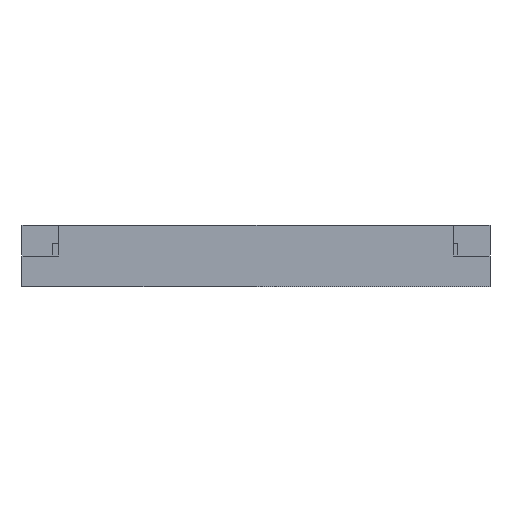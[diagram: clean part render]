
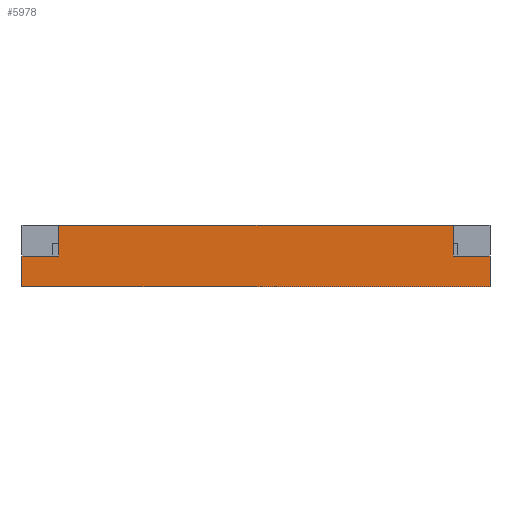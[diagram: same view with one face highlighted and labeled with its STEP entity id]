
A CAD part, front view. The second image highlights one B-rep face of the part: STEP entity #5978.
In plain terms, the highlighted planar face has unit normal (0, -1, 0).
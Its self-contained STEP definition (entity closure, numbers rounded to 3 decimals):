
#62 = EDGE_CURVE ( 'NONE', #10546, #3714, #4531, .T. ) ;
#104 = DIRECTION ( 'NONE',  ( 1., 0., 0. ) ) ;
#294 = VERTEX_POINT ( 'NONE', #5229 ) ;
#366 = DIRECTION ( 'NONE',  ( 1., 0., 0. ) ) ;
#406 = VECTOR ( 'NONE', #4459, 1000. ) ;
#416 = EDGE_CURVE ( 'NONE', #9732, #2603, #1119, .T. ) ;
#642 = CARTESIAN_POINT ( 'NONE',  ( 97.75, -110.5, 5. ) ) ;
#974 = VERTEX_POINT ( 'NONE', #2445 ) ;
#1045 = LINE ( 'NONE', #7677, #3805 ) ;
#1119 = LINE ( 'NONE', #3693, #406 ) ;
#1201 = LINE ( 'NONE', #9695, #5864 ) ;
#1539 = ORIENTED_EDGE ( 'NONE', *, *, #10199, .F. ) ;
#1634 = FACE_OUTER_BOUND ( 'NONE', #3357, .T. ) ;
#1692 = CARTESIAN_POINT ( 'NONE',  ( 33.5, -110.5, 5. ) ) ;
#1907 = VERTEX_POINT ( 'NONE', #8624 ) ;
#2191 = DIRECTION ( 'NONE',  ( 0., 0., -1. ) ) ;
#2445 = CARTESIAN_POINT ( 'NONE',  ( 103.75, -110.5, 0. ) ) ;
#2461 = CARTESIAN_POINT ( 'NONE',  ( 27.5, -110.5, 7. ) ) ;
#2603 = VERTEX_POINT ( 'NONE', #8420 ) ;
#2608 = CARTESIAN_POINT ( 'NONE',  ( 27.5, -110.5, 5. ) ) ;
#2624 = CARTESIAN_POINT ( 'NONE',  ( 33.5, -110.5, 10. ) ) ;
#3036 = DIRECTION ( 'NONE',  ( 0., 0., -1. ) ) ;
#3088 = CARTESIAN_POINT ( 'NONE',  ( 103.75, -110.5, 7. ) ) ;
#3357 = EDGE_LOOP ( 'NONE', ( #4660, #8403, #1539, #9087, #4982, #8741, #6159, #5703 ) ) ;
#3382 = VECTOR ( 'NONE', #366, 1000. ) ;
#3457 = VECTOR ( 'NONE', #6099, 1000. ) ;
#3693 = CARTESIAN_POINT ( 'NONE',  ( 103.75, -110.5, 5. ) ) ;
#3714 = VERTEX_POINT ( 'NONE', #4830 ) ;
#3805 = VECTOR ( 'NONE', #104, 1000. ) ;
#4014 = EDGE_CURVE ( 'NONE', #9600, #294, #1201, .T. ) ;
#4159 = LINE ( 'NONE', #1692, #6589 ) ;
#4211 = DIRECTION ( 'NONE',  ( 0., 1., 0. ) ) ;
#4344 = EDGE_CURVE ( 'NONE', #9732, #3714, #4799, .T. ) ;
#4369 = CARTESIAN_POINT ( 'NONE',  ( 27.5, -110.5, 10. ) ) ;
#4459 = DIRECTION ( 'NONE',  ( 1., 0., 0. ) ) ;
#4531 = LINE ( 'NONE', #4369, #3382 ) ;
#4660 = ORIENTED_EDGE ( 'NONE', *, *, #62, .F. ) ;
#4799 = LINE ( 'NONE', #642, #10779 ) ;
#4830 = CARTESIAN_POINT ( 'NONE',  ( 97.75, -110.5, 10. ) ) ;
#4982 = ORIENTED_EDGE ( 'NONE', *, *, #10816, .T. ) ;
#5036 = DIRECTION ( 'NONE',  ( 0., 0., 1. ) ) ;
#5229 = CARTESIAN_POINT ( 'NONE',  ( 27.5, -110.5, 0. ) ) ;
#5703 = ORIENTED_EDGE ( 'NONE', *, *, #4344, .T. ) ;
#5864 = VECTOR ( 'NONE', #2191, 1000. ) ;
#5978 = ADVANCED_FACE ( 'NONE', ( #1634 ), #10798, .F. ) ;
#6039 = CARTESIAN_POINT ( 'NONE',  ( 27.5, -110.5, 0. ) ) ;
#6043 = EDGE_CURVE ( 'NONE', #1907, #10546, #4159, .T. ) ;
#6099 = DIRECTION ( 'NONE',  ( 1., 0., 0. ) ) ;
#6159 = ORIENTED_EDGE ( 'NONE', *, *, #416, .F. ) ;
#6241 = VECTOR ( 'NONE', #3036, 1000. ) ;
#6515 = EDGE_CURVE ( 'NONE', #2603, #974, #7960, .T. ) ;
#6589 = VECTOR ( 'NONE', #5036, 1000. ) ;
#6862 = LINE ( 'NONE', #6039, #3457 ) ;
#7677 = CARTESIAN_POINT ( 'NONE',  ( 27.5, -110.5, 5. ) ) ;
#7960 = LINE ( 'NONE', #3088, #6241 ) ;
#8403 = ORIENTED_EDGE ( 'NONE', *, *, #6043, .F. ) ;
#8420 = CARTESIAN_POINT ( 'NONE',  ( 103.75, -110.5, 5. ) ) ;
#8624 = CARTESIAN_POINT ( 'NONE',  ( 33.5, -110.5, 5. ) ) ;
#8741 = ORIENTED_EDGE ( 'NONE', *, *, #6515, .F. ) ;
#9027 = DIRECTION ( 'NONE',  ( 0., 0., 1. ) ) ;
#9087 = ORIENTED_EDGE ( 'NONE', *, *, #4014, .T. ) ;
#9600 = VERTEX_POINT ( 'NONE', #2608 ) ;
#9695 = CARTESIAN_POINT ( 'NONE',  ( 27.5, -110.5, 7. ) ) ;
#9732 = VERTEX_POINT ( 'NONE', #10440 ) ;
#9737 = AXIS2_PLACEMENT_3D ( 'NONE', #2461, #4211, #10743 ) ;
#10199 = EDGE_CURVE ( 'NONE', #9600, #1907, #1045, .T. ) ;
#10440 = CARTESIAN_POINT ( 'NONE',  ( 97.75, -110.5, 5. ) ) ;
#10546 = VERTEX_POINT ( 'NONE', #2624 ) ;
#10743 = DIRECTION ( 'NONE',  ( 0., 0., 1. ) ) ;
#10779 = VECTOR ( 'NONE', #9027, 1000. ) ;
#10798 = PLANE ( 'NONE',  #9737 ) ;
#10816 = EDGE_CURVE ( 'NONE', #294, #974, #6862, .T. ) ;
